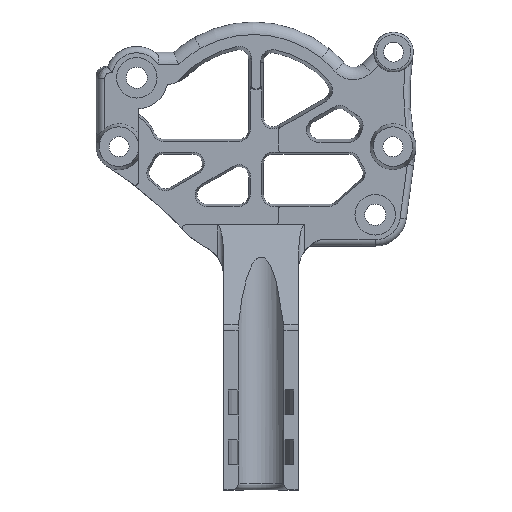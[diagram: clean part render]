
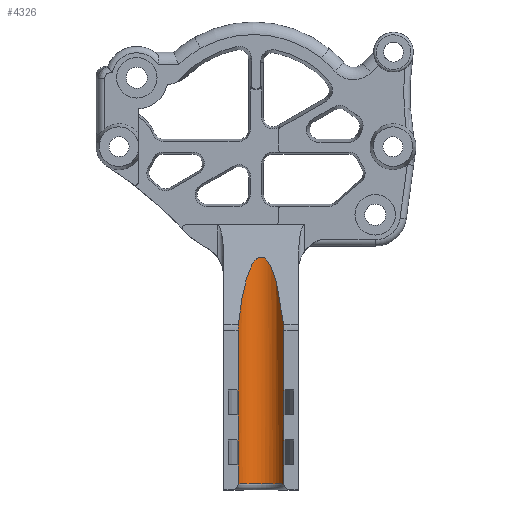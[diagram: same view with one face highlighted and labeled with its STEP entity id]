
A CAD part, top view. The second image highlights one B-rep face of the part: STEP entity #4326.
In plain terms, the highlighted cylindrical face has radius 4 mm (diameter 8 mm), a partial arc.
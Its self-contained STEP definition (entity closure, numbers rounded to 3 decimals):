
#98=ELLIPSE('',#4811,19.199,4.);
#233=B_SPLINE_CURVE_WITH_KNOTS('',3,(#7802,#7803,#7804,#7805),
 .UNSPECIFIED.,.F.,.F.,(4,4),(2.033,2.133),
 .UNSPECIFIED.);
#234=B_SPLINE_CURVE_WITH_KNOTS('',3,(#7827,#7828,#7829,#7830),
 .UNSPECIFIED.,.F.,.F.,(4,4),(0.577,0.678),
 .UNSPECIFIED.);
#406=FACE_OUTER_BOUND('',#674,.T.);
#674=EDGE_LOOP('',(#3705,#3706,#3707,#3708,#3709,#3710,#3711,#3712,#3713,
#3714,#3715,#3716,#3717,#3718));
#1015=LINE('',#7724,#1365);
#1019=LINE('',#7732,#1369);
#1022=LINE('',#7737,#1372);
#1044=LINE('',#7809,#1394);
#1048=LINE('',#7817,#1398);
#1052=LINE('',#7824,#1402);
#1054=LINE('',#7833,#1404);
#1055=LINE('',#7834,#1405);
#1056=LINE('',#7836,#1406);
#1057=LINE('',#7837,#1407);
#1365=VECTOR('',#5922,10.);
#1369=VECTOR('',#5926,10.);
#1372=VECTOR('',#5929,10.);
#1394=VECTOR('',#5981,10.);
#1398=VECTOR('',#5985,10.);
#1402=VECTOR('',#5989,10.);
#1404=VECTOR('',#5995,10.);
#1405=VECTOR('',#5996,10.);
#1406=VECTOR('',#5999,10.);
#1407=VECTOR('',#6000,10.);
#1668=CIRCLE('',#4791,4.);
#2016=VERTEX_POINT('',#7422);
#2061=VERTEX_POINT('',#7697);
#2062=VERTEX_POINT('',#7708);
#2064=VERTEX_POINT('',#7723);
#2067=VERTEX_POINT('',#7729);
#2068=VERTEX_POINT('',#7731);
#2070=VERTEX_POINT('',#7736);
#2087=VERTEX_POINT('',#7799);
#2088=VERTEX_POINT('',#7801);
#2089=VERTEX_POINT('',#7808);
#2092=VERTEX_POINT('',#7814);
#2093=VERTEX_POINT('',#7816);
#2096=VERTEX_POINT('',#7822);
#2097=VERTEX_POINT('',#7826);
#2621=EDGE_CURVE('',#2062,#2061,#1668,.T.);
#2624=EDGE_CURVE('',#2064,#2062,#1015,.T.);
#2628=EDGE_CURVE('',#2068,#2067,#1019,.T.);
#2631=EDGE_CURVE('',#2070,#2016,#1022,.T.);
#2660=EDGE_CURVE('',#2088,#2087,#233,.T.);
#2662=EDGE_CURVE('',#2089,#2088,#1044,.T.);
#2666=EDGE_CURVE('',#2093,#2092,#1048,.T.);
#2670=EDGE_CURVE('',#2061,#2096,#1052,.T.);
#2671=EDGE_CURVE('',#2097,#2070,#234,.T.);
#2673=EDGE_CURVE('',#2096,#2093,#1054,.T.);
#2674=EDGE_CURVE('',#2092,#2089,#1055,.T.);
#2675=EDGE_CURVE('',#2087,#2097,#98,.T.);
#2676=EDGE_CURVE('',#2016,#2068,#1056,.T.);
#2677=EDGE_CURVE('',#2067,#2064,#1057,.T.);
#3705=ORIENTED_EDGE('',*,*,#2621,.T.);
#3706=ORIENTED_EDGE('',*,*,#2670,.T.);
#3707=ORIENTED_EDGE('',*,*,#2673,.T.);
#3708=ORIENTED_EDGE('',*,*,#2666,.T.);
#3709=ORIENTED_EDGE('',*,*,#2674,.T.);
#3710=ORIENTED_EDGE('',*,*,#2662,.T.);
#3711=ORIENTED_EDGE('',*,*,#2660,.T.);
#3712=ORIENTED_EDGE('',*,*,#2675,.T.);
#3713=ORIENTED_EDGE('',*,*,#2671,.T.);
#3714=ORIENTED_EDGE('',*,*,#2631,.T.);
#3715=ORIENTED_EDGE('',*,*,#2676,.T.);
#3716=ORIENTED_EDGE('',*,*,#2628,.T.);
#3717=ORIENTED_EDGE('',*,*,#2677,.T.);
#3718=ORIENTED_EDGE('',*,*,#2624,.T.);
#4120=CYLINDRICAL_SURFACE('',#4810,4.);
#4326=ADVANCED_FACE('',(#406),#4120,.F.);
#4791=AXIS2_PLACEMENT_3D('',#7709,#5916,#5917);
#4810=AXIS2_PLACEMENT_3D('',#7832,#5993,#5994);
#4811=AXIS2_PLACEMENT_3D('',#7835,#5997,#5998);
#5916=DIRECTION('center_axis',(0.,-1.,0.));
#5917=DIRECTION('ref_axis',(0.,0.,
-1.));
#5922=DIRECTION('',(0.,-1.,0.));
#5926=DIRECTION('',(0.,-1.,0.));
#5929=DIRECTION('',(0.,-1.,0.));
#5981=DIRECTION('',(0.,1.,0.));
#5985=DIRECTION('',(0.,1.,0.));
#5989=DIRECTION('',(0.,1.,0.));
#5993=DIRECTION('center_axis',(0.,-1.,0.));
#5994=DIRECTION('ref_axis',(-1.,0.,0.));
#5995=DIRECTION('',(0.,1.,0.));
#5996=DIRECTION('',(0.,1.,0.));
#5997=DIRECTION('center_axis',(0.,0.208,0.978));
#5998=DIRECTION('ref_axis',(0.,0.978,-0.208));
#5999=DIRECTION('',(0.,-1.,0.));
#6000=DIRECTION('',(0.,-1.,0.));
#7422=CARTESIAN_POINT('',(117.286,-9.416,92.716));
#7697=CARTESIAN_POINT('',(124.618,-24.416,92.716));
#7708=CARTESIAN_POINT('',(117.286,-24.416,92.716));
#7709=CARTESIAN_POINT('Origin',(120.952,-24.416,94.316));
#7723=CARTESIAN_POINT('',(117.286,-21.416,92.716));
#7724=CARTESIAN_POINT('',(117.286,-25.416,92.716));
#7729=CARTESIAN_POINT('',(117.286,-17.416,92.716));
#7731=CARTESIAN_POINT('',(117.286,-13.416,92.716));
#7732=CARTESIAN_POINT('',(117.286,-25.416,92.716));
#7736=CARTESIAN_POINT('',(117.286,0.058,92.716));
#7737=CARTESIAN_POINT('',(117.286,-25.416,92.716));
#7799=CARTESIAN_POINT('',(124.568,1.099,92.607));
#7801=CARTESIAN_POINT('',(124.618,0.058,92.716));
#7802=CARTESIAN_POINT('Ctrl Pts',(124.618,0.058,92.716));
#7803=CARTESIAN_POINT('Ctrl Pts',(124.618,0.393,92.716));
#7804=CARTESIAN_POINT('Ctrl Pts',(124.603,0.749,92.681));
#7805=CARTESIAN_POINT('Ctrl Pts',(124.568,1.099,92.607));
#7808=CARTESIAN_POINT('',(124.618,-9.416,92.716));
#7809=CARTESIAN_POINT('',(124.618,-25.416,92.716));
#7814=CARTESIAN_POINT('',(124.618,-13.416,92.716));
#7816=CARTESIAN_POINT('',(124.618,-17.416,92.716));
#7817=CARTESIAN_POINT('',(124.618,-25.416,92.716));
#7822=CARTESIAN_POINT('',(124.618,-21.416,92.716));
#7824=CARTESIAN_POINT('',(124.618,-25.416,92.716));
#7826=CARTESIAN_POINT('',(117.336,1.099,92.607));
#7827=CARTESIAN_POINT('Ctrl Pts',(117.336,1.099,92.607));
#7828=CARTESIAN_POINT('Ctrl Pts',(117.3,0.749,92.681));
#7829=CARTESIAN_POINT('Ctrl Pts',(117.286,0.393,92.716));
#7830=CARTESIAN_POINT('Ctrl Pts',(117.286,0.058,92.716));
#7832=CARTESIAN_POINT('Origin',(120.952,-25.416,94.316));
#7833=CARTESIAN_POINT('',(124.618,-25.416,92.716));
#7834=CARTESIAN_POINT('',(124.618,-25.416,92.716));
#7835=CARTESIAN_POINT('Origin',(120.952,-6.927,94.316));
#7836=CARTESIAN_POINT('',(117.286,-25.416,92.716));
#7837=CARTESIAN_POINT('',(117.286,-25.416,92.716));
